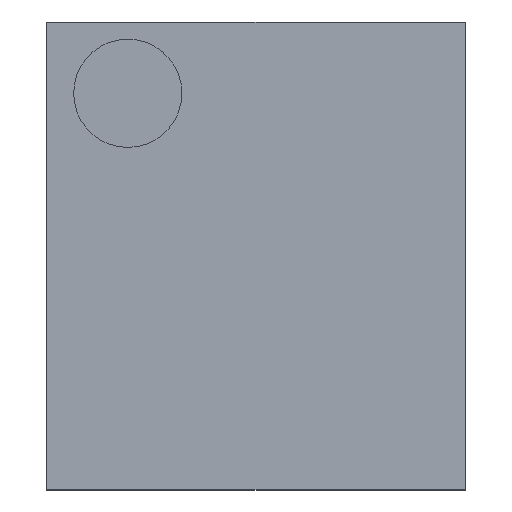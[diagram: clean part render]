
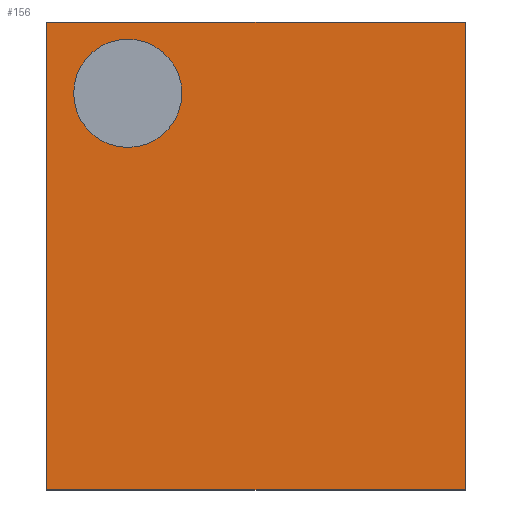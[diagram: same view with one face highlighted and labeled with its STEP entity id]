
A CAD part, top view. The second image highlights one B-rep face of the part: STEP entity #156.
In plain terms, the highlighted planar face has unit normal (0, 0, 1).
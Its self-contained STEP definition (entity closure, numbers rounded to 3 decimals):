
#6 = ORIENTED_EDGE ( 'NONE', *, *, #398, .F. ) ;
#14 = EDGE_CURVE ( 'NONE', #235, #82, #202, .T. ) ;
#24 = ORIENTED_EDGE ( 'NONE', *, *, #226, .F. ) ;
#39 = CARTESIAN_POINT ( 'NONE',  ( -0.479, 0.536, 0.545 ) ) ;
#59 = VERTEX_POINT ( 'NONE', #101 ) ;
#82 = VERTEX_POINT ( 'NONE', #478 ) ;
#84 = FACE_OUTER_BOUND ( 'NONE', #108, .T. ) ;
#91 = LINE ( 'NONE', #308, #236 ) ;
#93 = EDGE_CURVE ( 'NONE', #180, #474, #349, .T. ) ;
#98 = CARTESIAN_POINT ( 'NONE',  ( -0.479, -0.536, 0.545 ) ) ;
#100 = ORIENTED_EDGE ( 'NONE', *, *, #14, .F. ) ;
#101 = CARTESIAN_POINT ( 'NONE',  ( 0.48, 0.536, 0.545 ) ) ;
#102 = DIRECTION ( 'NONE',  ( 1., 0., 0. ) ) ;
#108 = EDGE_LOOP ( 'NONE', ( #24, #154, #426, #283 ) ) ;
#118 = CARTESIAN_POINT ( 'NONE',  ( -0.294, 0.373, 0.545 ) ) ;
#126 = VECTOR ( 'NONE', #102, 1000. ) ;
#130 = VECTOR ( 'NONE', #437, 1000. ) ;
#137 = CARTESIAN_POINT ( 'NONE',  ( 0., 0., 0.545 ) ) ;
#142 = LINE ( 'NONE', #486, #126 ) ;
#150 = CARTESIAN_POINT ( 'NONE',  ( -0.418, 0.373, 0.545 ) ) ;
#154 = ORIENTED_EDGE ( 'NONE', *, *, #93, .T. ) ;
#156 = ADVANCED_FACE ( 'NONE', ( #537, #84 ), #379, .F. ) ;
#159 = AXIS2_PLACEMENT_3D ( 'NONE', #137, #169, #271 ) ;
#169 = DIRECTION ( 'NONE',  ( 0., 0., -1. ) ) ;
#175 = CARTESIAN_POINT ( 'NONE',  ( -0.479, -0.536, 0.545 ) ) ;
#180 = VERTEX_POINT ( 'NONE', #175 ) ;
#181 = EDGE_CURVE ( 'NONE', #474, #59, #91, .T. ) ;
#189 = EDGE_LOOP ( 'NONE', ( #6, #100 ) ) ;
#202 = CIRCLE ( 'NONE', #359, 0.124 ) ;
#222 = CARTESIAN_POINT ( 'NONE',  ( 0.48, -0.536, 0.545 ) ) ;
#226 = EDGE_CURVE ( 'NONE', #180, #417, #435, .T. ) ;
#235 = VERTEX_POINT ( 'NONE', #150 ) ;
#236 = VECTOR ( 'NONE', #261, 1000. ) ;
#238 = DIRECTION ( 'NONE',  ( 0., 0., 1. ) ) ;
#260 = AXIS2_PLACEMENT_3D ( 'NONE', #118, #238, #404 ) ;
#261 = DIRECTION ( 'NONE',  ( 0., 1., 0. ) ) ;
#271 = DIRECTION ( 'NONE',  ( -1., 0., 0. ) ) ;
#278 = CARTESIAN_POINT ( 'NONE',  ( -0.479, -0.536, 0.545 ) ) ;
#283 = ORIENTED_EDGE ( 'NONE', *, *, #445, .F. ) ;
#308 = CARTESIAN_POINT ( 'NONE',  ( 0.48, -0.536, 0.545 ) ) ;
#345 = VECTOR ( 'NONE', #355, 1000. ) ;
#349 = LINE ( 'NONE', #278, #130 ) ;
#355 = DIRECTION ( 'NONE',  ( 0., 1., 0. ) ) ;
#359 = AXIS2_PLACEMENT_3D ( 'NONE', #463, #458, #415 ) ;
#379 = PLANE ( 'NONE',  #159 ) ;
#398 = EDGE_CURVE ( 'NONE', #82, #235, #454, .T. ) ;
#404 = DIRECTION ( 'NONE',  ( 1., 0., 0. ) ) ;
#415 = DIRECTION ( 'NONE',  ( 1., 0., 0. ) ) ;
#417 = VERTEX_POINT ( 'NONE', #39 ) ;
#426 = ORIENTED_EDGE ( 'NONE', *, *, #181, .T. ) ;
#435 = LINE ( 'NONE', #98, #345 ) ;
#437 = DIRECTION ( 'NONE',  ( 1., 0., 0. ) ) ;
#445 = EDGE_CURVE ( 'NONE', #417, #59, #142, .T. ) ;
#454 = CIRCLE ( 'NONE', #260, 0.124 ) ;
#458 = DIRECTION ( 'NONE',  ( 0., 0., 1. ) ) ;
#463 = CARTESIAN_POINT ( 'NONE',  ( -0.294, 0.373, 0.545 ) ) ;
#474 = VERTEX_POINT ( 'NONE', #222 ) ;
#478 = CARTESIAN_POINT ( 'NONE',  ( -0.17, 0.373, 0.545 ) ) ;
#486 = CARTESIAN_POINT ( 'NONE',  ( -0.479, 0.536, 0.545 ) ) ;
#537 = FACE_BOUND ( 'NONE', #189, .T. ) ;
